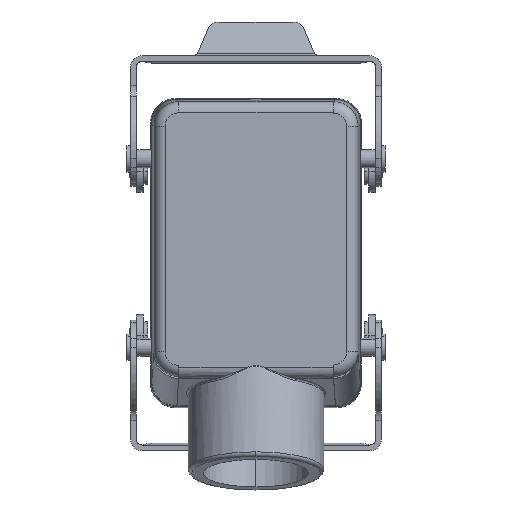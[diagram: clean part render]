
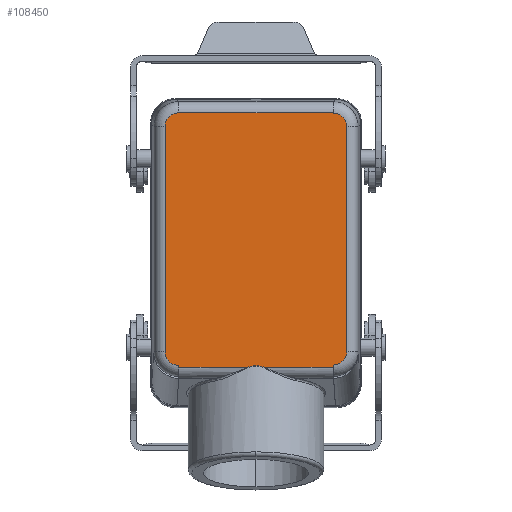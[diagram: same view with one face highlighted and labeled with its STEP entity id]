
A CAD part, top view. The second image highlights one B-rep face of the part: STEP entity #108450.
In plain terms, the highlighted face is planar.
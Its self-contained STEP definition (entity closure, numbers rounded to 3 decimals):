
#101090=CARTESIAN_POINT('',(70.279,111.029,
-65.468));
#101100=VERTEX_POINT('',#101090);
#101130=CARTESIAN_POINT('',(70.279,111.029,
-69.019));
#101140=DIRECTION('',(0.,1.,0.));
#101150=DIRECTION('',(1.,0.,0.));
#101160=AXIS2_PLACEMENT_3D('',#101130,#101140,#101150);
#101170=CIRCLE('',#101160,3.552);
#101180=CARTESIAN_POINT('',(73.831,111.029,
-69.019));
#101190=VERTEX_POINT('',#101180);
#101200=EDGE_CURVE('',#101100,#101190,#101170,.T.);
#101440=CARTESIAN_POINT('',(70.279,111.029,
-64.821));
#101450=VERTEX_POINT('',#101440);
#101480=CARTESIAN_POINT('',(70.279,111.029,
-55.241));
#101490=DIRECTION('',(0.,0.,-1.));
#101500=VECTOR('',#101490,1.);
#101510=LINE('',#101480,#101500);
#101520=EDGE_CURVE('',#101450,#101100,#101510,.T.);
#101620=CARTESIAN_POINT('',(73.831,111.029,0.));
#101630=DIRECTION('',(0.,0.,-1.));
#101640=VECTOR('',#101630,1.);
#101650=LINE('',#101620,#101640);
#101660=CARTESIAN_POINT('',(73.831,111.029,
-128.8));
#101670=VERTEX_POINT('',#101660);
#101680=EDGE_CURVE('',#101190,#101670,#101650,.T.);
#103630=CARTESIAN_POINT('',(70.279,111.029,
-128.8));
#103640=DIRECTION('',(0.,1.,0.));
#103650=DIRECTION('',(1.,0.,0.));
#103660=AXIS2_PLACEMENT_3D('',#103630,#103640,#103650);
#103670=CIRCLE('',#103660,3.552);
#103680=CARTESIAN_POINT('',(70.279,111.029,
-132.352));
#103690=VERTEX_POINT('',#103680);
#103700=EDGE_CURVE('',#101670,#103690,#103670,.T.);
#103900=CARTESIAN_POINT('',(70.279,111.029,
-55.241));
#103910=DIRECTION('',(0.,0.,1.));
#103920=VECTOR('',#103910,1.);
#103930=LINE('',#103900,#103920);
#103940=CARTESIAN_POINT('',(70.279,111.029,
-132.43));
#103950=VERTEX_POINT('',#103940);
#103960=EDGE_CURVE('',#103950,#103690,#103930,.T.);
#104210=CARTESIAN_POINT('',(70.279,111.029,
-132.43));
#104220=DIRECTION('',(1.,0.,0.));
#104230=VECTOR('',#104220,1.);
#104240=LINE('',#104210,#104230);
#104250=CARTESIAN_POINT('',(29.234,111.029,
-132.43));
#104260=VERTEX_POINT('',#104250);
#104270=EDGE_CURVE('',#104260,#103950,#104240,.T.);
#104580=CARTESIAN_POINT('',(25.604,111.029,
-128.8));
#104590=VERTEX_POINT('',#104580);
#106150=CARTESIAN_POINT('',(29.234,111.029,
-128.8));
#106160=DIRECTION('',(0.,-1.,0.));
#106170=DIRECTION('',(-1.,0.,0.));
#106180=AXIS2_PLACEMENT_3D('',#106150,#106160,#106170);
#106190=CIRCLE('',#106180,3.63);
#106200=EDGE_CURVE('',#104590,#104260,#106190,.T.);
#107370=CARTESIAN_POINT('',(25.604,111.029,
-128.8));
#107380=DIRECTION('',(0.,0.,-1.));
#107390=VECTOR('',#107380,1.);
#107400=LINE('',#107370,#107390);
#107410=CARTESIAN_POINT('',(25.604,111.029,
-69.019));
#107420=VERTEX_POINT('',#107410);
#107430=EDGE_CURVE('',#107420,#104590,#107400,.T.);
#107640=CARTESIAN_POINT('',(64.706,111.029,
-55.241));
#107650=DIRECTION('',(-0.,1.,0.));
#107660=DIRECTION('',(1.,0.,0.));
#107670=AXIS2_PLACEMENT_3D('',#107640,#107650,#107660);
#107680=PLANE('',#107670);
#107690=ORIENTED_EDGE('',*,*,#106200,.F.);
#107700=ORIENTED_EDGE('',*,*,#104270,.F.);
#107710=ORIENTED_EDGE('',*,*,#103960,.F.);
#107720=ORIENTED_EDGE('',*,*,#103700,.T.);
#107730=ORIENTED_EDGE('',*,*,#101680,.T.);
#107740=ORIENTED_EDGE('',*,*,#101200,.T.);
#107750=ORIENTED_EDGE('',*,*,#101520,.T.);
#107760=CARTESIAN_POINT('',(0.,111.029,-64.821));
#107770=DIRECTION('',(1.,0.,0.));
#107780=VECTOR('',#107770,1.);
#107790=LINE('',#107760,#107780);
#107800=CARTESIAN_POINT('',(51.976,111.029,
-64.821));
#107810=VERTEX_POINT('',#107800);
#107820=EDGE_CURVE('',#107810,#101450,#107790,.T.);
#107830=ORIENTED_EDGE('',*,*,#107820,.T.);
#107840=CARTESIAN_POINT('',(51.976,111.029,
-64.821));
#107850=CARTESIAN_POINT('',(51.972,111.029,
-64.824));
#107860=CARTESIAN_POINT('',(51.967,111.029,
-64.826));
#107870=CARTESIAN_POINT('',(51.807,111.029,
-64.9));
#107880=CARTESIAN_POINT('',(51.649,111.029,
-64.966));
#107890=CARTESIAN_POINT('',(51.395,111.029,
-65.058));
#107900=CARTESIAN_POINT('',(51.302,111.029,
-65.089));
#107910=CARTESIAN_POINT('',(51.114,111.029,
-65.146));
#107920=CARTESIAN_POINT('',(51.019,111.029,
-65.172));
#107930=CARTESIAN_POINT('',(50.828,111.029,
-65.219));
#107940=CARTESIAN_POINT('',(50.732,111.029,
-65.239));
#107950=CARTESIAN_POINT('',(50.539,111.029,
-65.275));
#107960=CARTESIAN_POINT('',(50.442,111.029,
-65.29));
#107970=CARTESIAN_POINT('',(50.247,111.029,
-65.314));
#107980=CARTESIAN_POINT('',(50.149,111.029,
-65.323));
#107990=CARTESIAN_POINT('',(49.953,111.029,
-65.335));
#108000=CARTESIAN_POINT('',(49.855,111.029,
-65.338));
#108010=CARTESIAN_POINT('',(49.659,111.029,
-65.338));
#108020=CARTESIAN_POINT('',(49.561,111.029,
-65.335));
#108030=CARTESIAN_POINT('',(49.365,111.029,
-65.323));
#108040=CARTESIAN_POINT('',(49.267,111.029,
-65.314));
#108050=CARTESIAN_POINT('',(49.072,111.029,
-65.29));
#108060=CARTESIAN_POINT('',(48.975,111.029,
-65.275));
#108070=CARTESIAN_POINT('',(48.782,111.029,
-65.239));
#108080=CARTESIAN_POINT('',(48.686,111.029,
-65.219));
#108090=CARTESIAN_POINT('',(48.495,111.029,
-65.172));
#108100=CARTESIAN_POINT('',(48.4,111.029,
-65.146));
#108110=CARTESIAN_POINT('',(48.212,111.029,
-65.089));
#108120=CARTESIAN_POINT('',(48.119,111.029,
-65.058));
#108130=CARTESIAN_POINT('',(47.865,111.029,
-64.966));
#108140=CARTESIAN_POINT('',(47.706,111.029,
-64.9));
#108150=CARTESIAN_POINT('',(47.546,111.029,
-64.826));
#108160=CARTESIAN_POINT('',(47.542,111.029,
-64.824));
#108170=CARTESIAN_POINT('',(47.538,111.029,
-64.821));
#108180=B_SPLINE_CURVE_WITH_KNOTS('',3,(#107840,#107850,#107860,#107870,
#107880,#107890,#107900,#107910,#107920,#107930,#107940,#107950,#107960,
#107970,#107980,#107990,#108000,#108010,#108020,#108030,#108040,#108050,
#108060,#108070,#108080,#108090,#108100,#108110,#108120,#108130,#108140,
#108150,#108160,#108170),.UNSPECIFIED.,.F.,.F.,(4,2,2,2,2,2,2,2,2,2,2,2,
2,2,2,2,4),(0.,0.014,0.523,0.814,
1.106,1.396,1.687,1.977,
2.268,2.558,2.849,3.139,
3.43,3.721,4.013,4.521,
4.536),.UNSPECIFIED.);
#108190=CARTESIAN_POINT('',(47.538,111.029,
-64.821));
#108200=VERTEX_POINT('',#108190);
#108210=EDGE_CURVE('',#107810,#108200,#108180,.T.);
#108220=ORIENTED_EDGE('',*,*,#108210,.F.);
#108230=CARTESIAN_POINT('',(29.234,111.029,
-64.821));
#108240=VERTEX_POINT('',#108230);
#108250=EDGE_CURVE('',#108240,#108200,#107790,.T.);
#108260=ORIENTED_EDGE('',*,*,#108250,.T.);
#108270=CARTESIAN_POINT('',(29.234,111.029,
-55.241));
#108280=DIRECTION('',(0.,0.,-1.));
#108290=VECTOR('',#108280,1.);
#108300=LINE('',#108270,#108290);
#108310=CARTESIAN_POINT('',(29.234,111.029,
-65.39));
#108320=VERTEX_POINT('',#108310);
#108330=EDGE_CURVE('',#108240,#108320,#108300,.T.);
#108340=ORIENTED_EDGE('',*,*,#108330,.F.);
#108350=CARTESIAN_POINT('',(29.234,111.029,
-69.019));
#108360=DIRECTION('',(0.,-1.,0.));
#108370=DIRECTION('',(-1.,0.,0.));
#108380=AXIS2_PLACEMENT_3D('',#108350,#108360,#108370);
#108390=CIRCLE('',#108380,3.63);
#108400=EDGE_CURVE('',#108320,#107420,#108390,.T.);
#108410=ORIENTED_EDGE('',*,*,#108400,.F.);
#108420=ORIENTED_EDGE('',*,*,#107430,.F.);
#108430=EDGE_LOOP('',(#108420,#108410,#108340,#108260,#108220,#107830,
#107750,#107740,#107730,#107720,#107710,#107700,#107690));
#108440=FACE_OUTER_BOUND('',#108430,.T.);
#108450=ADVANCED_FACE('F101',(#108440),#107680,.T.);
